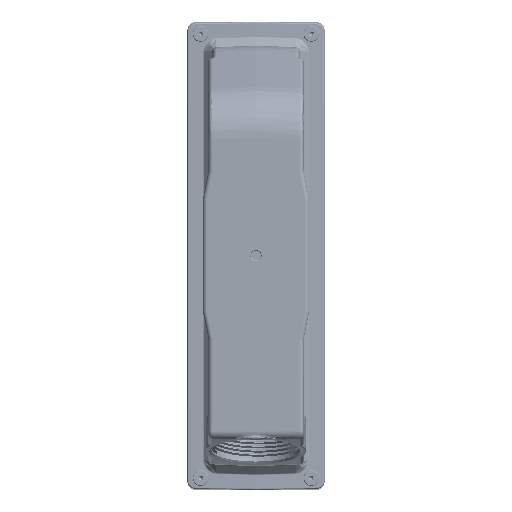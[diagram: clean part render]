
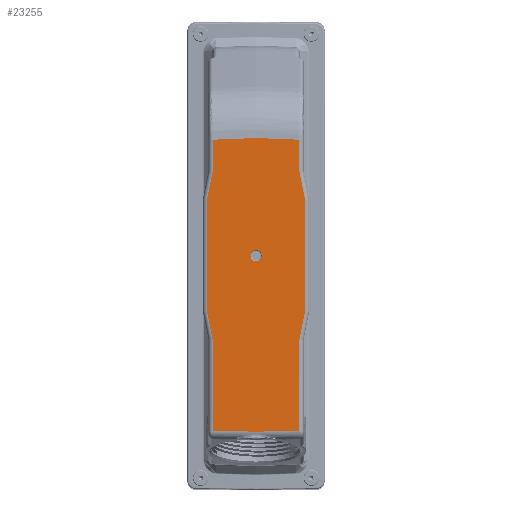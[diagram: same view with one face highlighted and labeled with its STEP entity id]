
A CAD part, top view. The second image highlights one B-rep face of the part: STEP entity #23255.
In plain terms, the highlighted planar face has unit normal (0, 0, 1).
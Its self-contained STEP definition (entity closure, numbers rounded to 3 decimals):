
#2208=FACE_BOUND('',#42321,.T.);
#2209=FACE_BOUND('',#42322,.T.);
#5552=PLANE('',#166914);
#14822=B_SPLINE_CURVE_WITH_KNOTS('',3,(#300074,#300075,#300076,#300077),
 .UNSPECIFIED.,.F.,.F.,(4,4),(0.,1.),.UNSPECIFIED.);
#14823=B_SPLINE_CURVE_WITH_KNOTS('',3,(#300087,#300088,#300089,#300090),
 .UNSPECIFIED.,.F.,.F.,(4,4),(0.,1.),.UNSPECIFIED.);
#23255=ADVANCED_FACE('',(#2208,#2209),#5552,.T.);
#42321=EDGE_LOOP('',(#103901,#103902));
#42322=EDGE_LOOP('',(#103903,#103904,#103905,#103906,#103907,#103908,#103909,
#103910,#103911,#103912,#103913,#103914,#103915,#103916,#103917,#103918,
#103919,#103920));
#50023=LINE('',#285564,#59076);
#50027=LINE('',#285584,#59080);
#50052=LINE('',#286127,#59105);
#50053=LINE('',#286150,#59106);
#50057=LINE('',#286177,#59110);
#50059=LINE('',#286249,#59112);
#50062=LINE('',#286279,#59115);
#51081=LINE('',#300079,#60134);
#51082=LINE('',#300084,#60135);
#51083=LINE('',#300086,#60136);
#51084=LINE('',#300092,#60137);
#51085=LINE('',#300094,#60138);
#59076=VECTOR('',#201524,1.);
#59080=VECTOR('',#201536,1.);
#59105=VECTOR('',#201663,1.);
#59106=VECTOR('',#201672,1.);
#59110=VECTOR('',#201684,1.);
#59112=VECTOR('',#201690,1.);
#59115=VECTOR('',#201695,1.);
#60134=VECTOR('',#205683,1.);
#60135=VECTOR('',#205686,1.);
#60136=VECTOR('',#205687,1.);
#60137=VECTOR('',#205688,1.);
#60138=VECTOR('',#205689,1.);
#103901=ORIENTED_EDGE('',*,*,#140000,.F.);
#103902=ORIENTED_EDGE('',*,*,#140006,.F.);
#103903=ORIENTED_EDGE('',*,*,#143188,.T.);
#103904=ORIENTED_EDGE('',*,*,#143189,.F.);
#103905=ORIENTED_EDGE('',*,*,#143190,.F.);
#103906=ORIENTED_EDGE('',*,*,#143191,.T.);
#103907=ORIENTED_EDGE('',*,*,#140771,.F.);
#103908=ORIENTED_EDGE('',*,*,#140767,.F.);
#103909=ORIENTED_EDGE('',*,*,#140762,.T.);
#103910=ORIENTED_EDGE('',*,*,#140755,.F.);
#103911=ORIENTED_EDGE('',*,*,#140753,.F.);
#103912=ORIENTED_EDGE('',*,*,#140751,.T.);
#103913=ORIENTED_EDGE('',*,*,#140662,.F.);
#103914=ORIENTED_EDGE('',*,*,#140660,.F.);
#103915=ORIENTED_EDGE('',*,*,#140654,.T.);
#103916=ORIENTED_EDGE('',*,*,#143187,.F.);
#103917=ORIENTED_EDGE('',*,*,#143192,.F.);
#103918=ORIENTED_EDGE('',*,*,#143193,.T.);
#103919=ORIENTED_EDGE('',*,*,#143194,.F.);
#103920=ORIENTED_EDGE('',*,*,#143195,.F.);
#118835=VERTEX_POINT('',#282670);
#118837=VERTEX_POINT('',#282673);
#119120=VERTEX_POINT('',#284931);
#119273=VERTEX_POINT('',#285545);
#119274=VERTEX_POINT('',#285563);
#119277=VERTEX_POINT('',#285585);
#119278=VERTEX_POINT('',#285589);
#119329=VERTEX_POINT('',#286128);
#119330=VERTEX_POINT('',#286132);
#119331=VERTEX_POINT('',#286151);
#119334=VERTEX_POINT('',#286178);
#119336=VERTEX_POINT('',#286250);
#120788=VERTEX_POINT('',#300073);
#120789=VERTEX_POINT('',#300080);
#120790=VERTEX_POINT('',#300081);
#120791=VERTEX_POINT('',#300083);
#120792=VERTEX_POINT('',#300085);
#120793=VERTEX_POINT('',#300091);
#120794=VERTEX_POINT('',#300093);
#120795=VERTEX_POINT('',#300095);
#140000=EDGE_CURVE('',#118835,#118837,#151082,.T.);
#140006=EDGE_CURVE('',#118837,#118835,#151087,.T.);
#140654=EDGE_CURVE('',#119274,#119273,#50023,.T.);
#140660=EDGE_CURVE('',#119274,#119277,#50027,.T.);
#140662=EDGE_CURVE('',#119277,#119278,#151188,.T.);
#140751=EDGE_CURVE('',#119329,#119278,#50052,.T.);
#140753=EDGE_CURVE('',#119329,#119330,#151210,.T.);
#140755=EDGE_CURVE('',#119330,#119331,#50053,.T.);
#140762=EDGE_CURVE('',#119334,#119331,#50057,.T.);
#140767=EDGE_CURVE('',#119334,#119336,#50059,.T.);
#140771=EDGE_CURVE('',#119336,#119120,#50062,.T.);
#143187=EDGE_CURVE('',#120788,#119273,#14822,.T.);
#143188=EDGE_CURVE('',#120789,#120790,#51081,.T.);
#143189=EDGE_CURVE('',#120791,#120790,#151807,.T.);
#143190=EDGE_CURVE('',#120792,#120791,#51082,.T.);
#143191=EDGE_CURVE('',#120792,#119120,#51083,.T.);
#143192=EDGE_CURVE('',#120793,#120788,#14823,.T.);
#143193=EDGE_CURVE('',#120793,#120794,#51084,.T.);
#143194=EDGE_CURVE('',#120795,#120794,#51085,.T.);
#143195=EDGE_CURVE('',#120789,#120795,#151808,.T.);
#151082=CIRCLE('',#165046,1.996);
#151087=CIRCLE('',#165054,1.996);
#151188=CIRCLE('',#165368,0.5);
#151210=CIRCLE('',#165419,0.5);
#151807=CIRCLE('',#166912,0.5);
#151808=CIRCLE('',#166913,0.5);
#165046=AXIS2_PLACEMENT_3D('',#282672,#200509,#200510);
#165054=AXIS2_PLACEMENT_3D('',#282683,#200526,#200527);
#165368=AXIS2_PLACEMENT_3D('',#285588,#201541,#201542);
#165419=AXIS2_PLACEMENT_3D('',#286131,#201668,#201669);
#166912=AXIS2_PLACEMENT_3D('',#300082,#205684,#205685);
#166913=AXIS2_PLACEMENT_3D('',#300096,#205690,#205691);
#166914=AXIS2_PLACEMENT_3D('',#300097,#205692,#205693);
#200509=DIRECTION('',(0.,0.,1.));
#200510=DIRECTION('',(1.,0.,0.));
#200526=DIRECTION('',(0.,0.,1.));
#200527=DIRECTION('',(-1.,0.,0.));
#201524=DIRECTION('',(0.,-1.,0.));
#201536=DIRECTION('',(-0.196,0.981,0.));
#201541=DIRECTION('',(0.,0.,-1.));
#201542=DIRECTION('',(-0.981,-0.196,0.));
#201663=DIRECTION('',(0.,-1.,0.));
#201668=DIRECTION('',(0.,0.,-1.));
#201669=DIRECTION('',(-1.,0.,0.));
#201672=DIRECTION('',(0.196,0.981,0.));
#201684=DIRECTION('',(0.,-1.,0.));
#201690=DIRECTION('',(0.999,0.038,0.));
#201695=DIRECTION('',(0.999,-0.038,0.));
#205683=DIRECTION('',(0.,1.,0.));
#205684=DIRECTION('',(0.,0.,-1.));
#205685=DIRECTION('',(0.981,0.196,0.));
#205686=DIRECTION('',(0.196,-0.981,0.));
#205687=DIRECTION('',(0.,1.,0.));
#205688=DIRECTION('',(0.,1.,0.));
#205689=DIRECTION('',(-0.196,-0.981,0.));
#205690=DIRECTION('',(0.,0.,-1.));
#205691=DIRECTION('',(1.,0.,0.));
#205692=DIRECTION('',(0.,0.,1.));
#205693=DIRECTION('',(0.,-1.,0.));
#282670=CARTESIAN_POINT('',(253.986,809.842,37.088));
#282672=CARTESIAN_POINT('',(251.99,809.842,37.088));
#282673=CARTESIAN_POINT('',(249.994,809.842,37.088));
#282683=CARTESIAN_POINT('',(251.99,809.842,37.088));
#284931=CARTESIAN_POINT('',(267.49,851.225,37.088));
#285545=CARTESIAN_POINT('',(236.49,747.268,37.088));
#285563=CARTESIAN_POINT('',(236.49,779.99,37.088));
#285564=CARTESIAN_POINT('',(236.49,779.99,37.088));
#285584=CARTESIAN_POINT('',(236.49,779.99,37.088));
#285585=CARTESIAN_POINT('',(234.5,789.942,37.088));
#285588=CARTESIAN_POINT('',(234.99,790.04,37.088));
#285589=CARTESIAN_POINT('',(234.49,790.04,37.088));
#286127=CARTESIAN_POINT('',(234.49,829.644,37.088));
#286128=CARTESIAN_POINT('',(234.49,829.644,37.088));
#286131=CARTESIAN_POINT('',(234.99,829.644,37.088));
#286132=CARTESIAN_POINT('',(234.5,829.742,37.088));
#286150=CARTESIAN_POINT('',(234.5,829.742,37.088));
#286151=CARTESIAN_POINT('',(236.49,839.693,37.088));
#286177=CARTESIAN_POINT('',(236.49,851.225,37.088));
#286178=CARTESIAN_POINT('',(236.49,851.225,37.088));
#286249=CARTESIAN_POINT('',(236.49,851.225,37.088));
#286250=CARTESIAN_POINT('',(251.99,851.816,37.088));
#286279=CARTESIAN_POINT('',(251.99,851.816,37.088));
#300073=CARTESIAN_POINT('',(251.99,747.039,37.088));
#300074=CARTESIAN_POINT('',(251.99,747.039,37.088));
#300075=CARTESIAN_POINT('',(246.824,747.116,37.088));
#300076=CARTESIAN_POINT('',(241.657,747.192,37.088));
#300077=CARTESIAN_POINT('',(236.49,747.268,37.088));
#300079=CARTESIAN_POINT('',(269.49,790.04,37.088));
#300080=CARTESIAN_POINT('',(269.49,790.04,37.088));
#300081=CARTESIAN_POINT('',(269.49,829.644,37.088));
#300082=CARTESIAN_POINT('',(268.99,829.644,37.088));
#300083=CARTESIAN_POINT('',(269.481,829.742,37.088));
#300084=CARTESIAN_POINT('',(267.49,839.693,37.088));
#300085=CARTESIAN_POINT('',(267.49,839.693,37.088));
#300086=CARTESIAN_POINT('',(267.49,839.693,37.088));
#300087=CARTESIAN_POINT('',(267.49,747.268,37.088));
#300088=CARTESIAN_POINT('',(262.324,747.192,37.088));
#300089=CARTESIAN_POINT('',(257.157,747.116,37.088));
#300090=CARTESIAN_POINT('',(251.99,747.039,37.088));
#300091=CARTESIAN_POINT('',(267.49,747.268,37.088));
#300092=CARTESIAN_POINT('',(267.49,747.268,37.088));
#300093=CARTESIAN_POINT('',(267.49,779.99,37.088));
#300094=CARTESIAN_POINT('',(269.481,789.942,37.088));
#300095=CARTESIAN_POINT('',(269.481,789.942,37.088));
#300096=CARTESIAN_POINT('',(268.99,790.04,37.088));
#300097=CARTESIAN_POINT('',(251.99,809.842,37.088));
